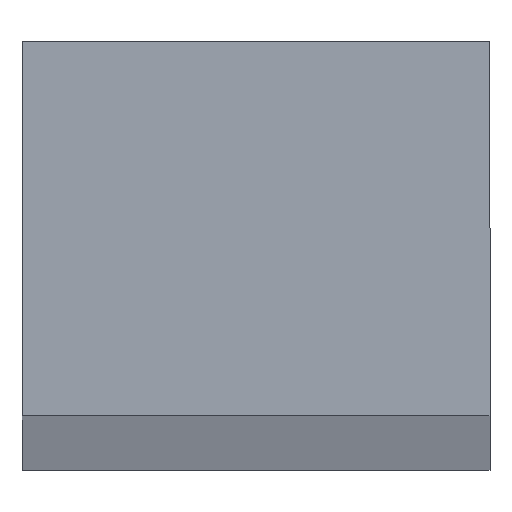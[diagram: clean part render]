
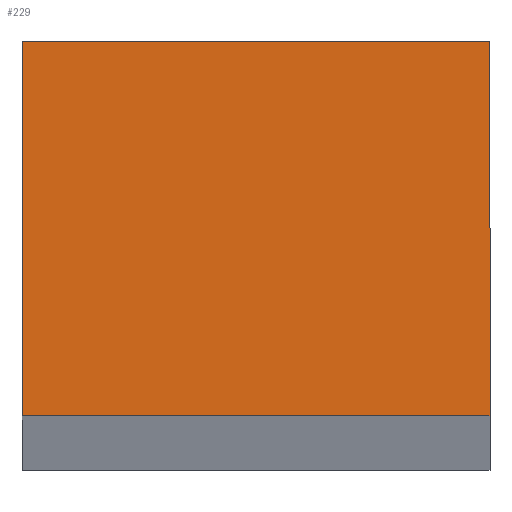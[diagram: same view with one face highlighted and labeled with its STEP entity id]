
A CAD part, top view. The second image highlights one B-rep face of the part: STEP entity #229.
In plain terms, the highlighted planar face has unit normal (0, 0, 1).
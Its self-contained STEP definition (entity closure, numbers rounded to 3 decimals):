
#25 = LINE ( 'NONE', #101, #181 ) ;
#43 = VERTEX_POINT ( 'NONE', #90 ) ;
#44 = VERTEX_POINT ( 'NONE', #91 ) ;
#50 = VERTEX_POINT ( 'NONE', #97 ) ;
#51 = VERTEX_POINT ( 'NONE', #102 ) ;
#58 = EDGE_LOOP ( 'NONE', ( #87, #81, #77, #64 ) ) ;
#64 = ORIENTED_EDGE ( 'NONE', *, *, #205, .T. ) ;
#77 = ORIENTED_EDGE ( 'NONE', *, *, #203, .T. ) ;
#81 = ORIENTED_EDGE ( 'NONE', *, *, #222, .T. ) ;
#87 = ORIENTED_EDGE ( 'NONE', *, *, #198, .T. ) ;
#90 = CARTESIAN_POINT ( 'NONE',  ( 7.5, 6., 500. ) ) ;
#91 = CARTESIAN_POINT ( 'NONE',  ( -7.5, 6., 500. ) ) ;
#92 = PLANE ( 'NONE',  #161 ) ;
#97 = CARTESIAN_POINT ( 'NONE',  ( 7.5, -6., 500. ) ) ;
#99 = CARTESIAN_POINT ( 'NONE',  ( 0., 0., 500. ) ) ;
#101 = CARTESIAN_POINT ( 'NONE',  ( -7.5, -6., 500. ) ) ;
#102 = CARTESIAN_POINT ( 'NONE',  ( -7.5, -6., 500. ) ) ;
#104 = DIRECTION ( 'NONE',  ( 1., 0., 0. ) ) ;
#114 = LINE ( 'NONE', #115, #191 ) ;
#115 = CARTESIAN_POINT ( 'NONE',  ( -7.5, 6., 500. ) ) ;
#116 = DIRECTION ( 'NONE',  ( 0., -1., 0. ) ) ;
#122 = LINE ( 'NONE', #123, #193 ) ;
#123 = CARTESIAN_POINT ( 'NONE',  ( 7.5, 6., 500. ) ) ;
#124 = DIRECTION ( 'NONE',  ( 0., 1., 0. ) ) ;
#129 = DIRECTION ( 'NONE',  ( -1., 0., 0. ) ) ;
#133 = LINE ( 'NONE', #143, #168 ) ;
#143 = CARTESIAN_POINT ( 'NONE',  ( -7.5, 6., 500. ) ) ;
#147 = DIRECTION ( 'NONE',  ( 1., 0., 0. ) ) ;
#148 = DIRECTION ( 'NONE',  ( 0., 0., 1. ) ) ;
#161 = AXIS2_PLACEMENT_3D ( 'NONE', #99, #148, #147 ) ;
#168 = VECTOR ( 'NONE', #129, 1000. ) ;
#173 = FACE_OUTER_BOUND ( 'NONE', #58, .T. ) ;
#181 = VECTOR ( 'NONE', #104, 1000. ) ;
#191 = VECTOR ( 'NONE', #116, 1000. ) ;
#193 = VECTOR ( 'NONE', #124, 1000. ) ;
#198 = EDGE_CURVE ( 'NONE', #44, #51, #114, .T. ) ;
#203 = EDGE_CURVE ( 'NONE', #50, #43, #122, .T. ) ;
#205 = EDGE_CURVE ( 'NONE', #43, #44, #133, .T. ) ;
#222 = EDGE_CURVE ( 'NONE', #51, #50, #25, .T. ) ;
#229 = ADVANCED_FACE ( 'NONE', ( #173 ), #92, .T. ) ;
